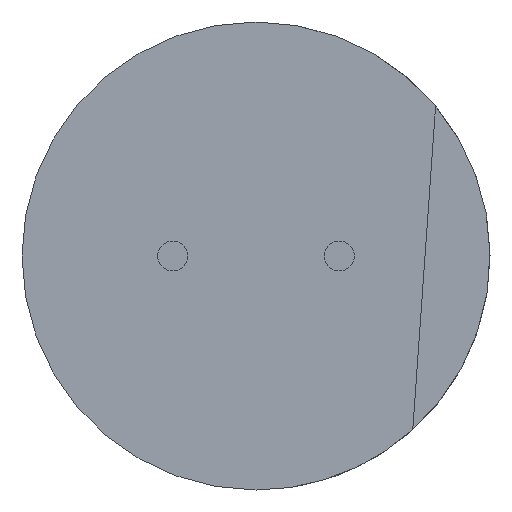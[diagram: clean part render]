
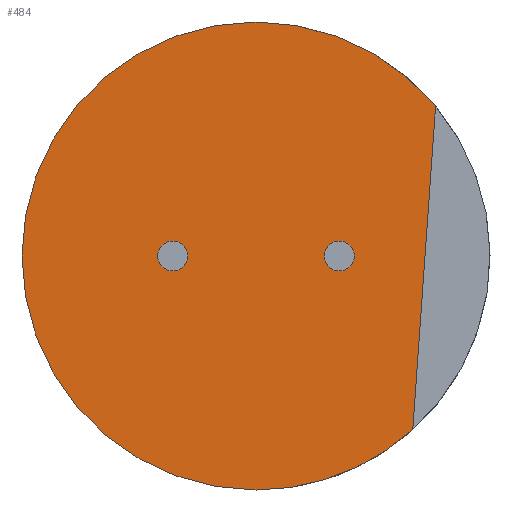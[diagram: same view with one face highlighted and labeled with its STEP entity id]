
A CAD part, front view. The second image highlights one B-rep face of the part: STEP entity #484.
In plain terms, the highlighted planar face has unit normal (0, -1, 0).
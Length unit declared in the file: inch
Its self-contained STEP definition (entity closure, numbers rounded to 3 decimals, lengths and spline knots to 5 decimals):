
#9 = AXIS2_PLACEMENT_3D ( 'NONE', #175, #56, #390 ) ;
#23 = CARTESIAN_POINT ( 'NONE',  ( 0.05, 0., 0.009 ) ) ;
#31 = FACE_BOUND ( 'NONE', #594, .T. ) ;
#38 = ORIENTED_EDGE ( 'NONE', *, *, #182, .F. ) ;
#45 = EDGE_CURVE ( 'NONE', #451, #505, #222, .T. ) ;
#56 = DIRECTION ( 'NONE',  ( 0., 1., 0. ) ) ;
#63 = EDGE_CURVE ( 'NONE', #345, #553, #510, .T. ) ;
#68 = CARTESIAN_POINT ( 'NONE',  ( 0., 0., 0. ) ) ;
#75 = DIRECTION ( 'NONE',  ( 0., 0., 1. ) ) ;
#78 = DIRECTION ( 'NONE',  ( 0., 0., 1. ) ) ;
#81 = DIRECTION ( 'NONE',  ( 0., -1., 0. ) ) ;
#84 = AXIS2_PLACEMENT_3D ( 'NONE', #536, #167, #119 ) ;
#88 = CARTESIAN_POINT ( 'NONE',  ( 0.05, 0., 0. ) ) ;
#103 = VERTEX_POINT ( 'NONE', #267 ) ;
#104 = DIRECTION ( 'NONE',  ( 0., 0., 1. ) ) ;
#108 = VERTEX_POINT ( 'NONE', #608 ) ;
#111 = CARTESIAN_POINT ( 'NONE',  ( -0.05, 0., 0. ) ) ;
#113 = EDGE_CURVE ( 'NONE', #583, #345, #409, .T. ) ;
#119 = DIRECTION ( 'NONE',  ( 0., 0., 1. ) ) ;
#125 = CARTESIAN_POINT ( 'NONE',  ( 0.10783, 0., 0.09008 ) ) ;
#131 = CARTESIAN_POINT ( 'NONE',  ( 0.05, 0., -0.009 ) ) ;
#141 = AXIS2_PLACEMENT_3D ( 'NONE', #111, #150, #361 ) ;
#143 = ORIENTED_EDGE ( 'NONE', *, *, #339, .F. ) ;
#147 = DIRECTION ( 'NONE',  ( 0., -1., 0. ) ) ;
#150 = DIRECTION ( 'NONE',  ( 0., -1., 0. ) ) ;
#157 = ORIENTED_EDGE ( 'NONE', *, *, #45, .F. ) ;
#162 = DIRECTION ( 'NONE',  ( 0., 0., 1. ) ) ;
#167 = DIRECTION ( 'NONE',  ( 0., 1., 0. ) ) ;
#175 = CARTESIAN_POINT ( 'NONE',  ( 0., 0., 0. ) ) ;
#182 = EDGE_CURVE ( 'NONE', #505, #451, #437, .T. ) ;
#187 = VECTOR ( 'NONE', #322, 39.37008 ) ;
#219 = FACE_OUTER_BOUND ( 'NONE', #463, .T. ) ;
#222 = CIRCLE ( 'NONE', #360, 0.009 ) ;
#224 = AXIS2_PLACEMENT_3D ( 'NONE', #88, #524, #292 ) ;
#230 = CARTESIAN_POINT ( 'NONE',  ( 0., 0., 0. ) ) ;
#236 = AXIS2_PLACEMENT_3D ( 'NONE', #68, #449, #162 ) ;
#242 = AXIS2_PLACEMENT_3D ( 'NONE', #582, #147, #104 ) ;
#243 = VERTEX_POINT ( 'NONE', #565 ) ;
#250 = CIRCLE ( 'NONE', #9, 0.1405 ) ;
#253 = CARTESIAN_POINT ( 'NONE',  ( 0.09412, 0., -0.10432 ) ) ;
#266 = CARTESIAN_POINT ( 'NONE',  ( 0., 0., -0.1405 ) ) ;
#267 = CARTESIAN_POINT ( 'NONE',  ( -0.05, 0., -0.009 ) ) ;
#282 = CARTESIAN_POINT ( 'NONE',  ( 0.05, 0., 0. ) ) ;
#292 = DIRECTION ( 'NONE',  ( 0., 0., 1. ) ) ;
#305 = ORIENTED_EDGE ( 'NONE', *, *, #113, .F. ) ;
#322 = DIRECTION ( 'NONE',  ( -0.07, 0., -0.998 ) ) ;
#335 = EDGE_CURVE ( 'NONE', #108, #583, #250, .T. ) ;
#339 = EDGE_CURVE ( 'NONE', #103, #243, #352, .T. ) ;
#345 = VERTEX_POINT ( 'NONE', #253 ) ;
#352 = CIRCLE ( 'NONE', #242, 0.009 ) ;
#360 = AXIS2_PLACEMENT_3D ( 'NONE', #282, #81, #78 ) ;
#361 = DIRECTION ( 'NONE',  ( 0., 0., 1. ) ) ;
#365 = FACE_BOUND ( 'NONE', #394, .T. ) ;
#371 = AXIS2_PLACEMENT_3D ( 'NONE', #230, #417, #75 ) ;
#390 = DIRECTION ( 'NONE',  ( 0., 0., 1. ) ) ;
#394 = EDGE_LOOP ( 'NONE', ( #38, #157 ) ) ;
#406 = PLANE ( 'NONE',  #84 ) ;
#409 = LINE ( 'NONE', #125, #187 ) ;
#417 = DIRECTION ( 'NONE',  ( 0., 1., 0. ) ) ;
#437 = CIRCLE ( 'NONE', #224, 0.009 ) ;
#439 = ORIENTED_EDGE ( 'NONE', *, *, #552, .F. ) ;
#449 = DIRECTION ( 'NONE',  ( 0., 1., 0. ) ) ;
#451 = VERTEX_POINT ( 'NONE', #131 ) ;
#454 = CARTESIAN_POINT ( 'NONE',  ( 0.10783, 0., 0.09008 ) ) ;
#463 = EDGE_LOOP ( 'NONE', ( #568, #305, #496, #591 ) ) ;
#484 = ADVANCED_FACE ( 'NONE', ( #31, #365, #219 ), #406, .F. ) ;
#496 = ORIENTED_EDGE ( 'NONE', *, *, #335, .F. ) ;
#499 = CIRCLE ( 'NONE', #236, 0.1405 ) ;
#505 = VERTEX_POINT ( 'NONE', #23 ) ;
#510 = CIRCLE ( 'NONE', #371, 0.1405 ) ;
#524 = DIRECTION ( 'NONE',  ( 0., -1., 0. ) ) ;
#536 = CARTESIAN_POINT ( 'NONE',  ( 0., 0., 0. ) ) ;
#552 = EDGE_CURVE ( 'NONE', #243, #103, #614, .T. ) ;
#553 = VERTEX_POINT ( 'NONE', #266 ) ;
#565 = CARTESIAN_POINT ( 'NONE',  ( -0.05, 0., 0.009 ) ) ;
#568 = ORIENTED_EDGE ( 'NONE', *, *, #63, .F. ) ;
#577 = EDGE_CURVE ( 'NONE', #553, #108, #499, .T. ) ;
#582 = CARTESIAN_POINT ( 'NONE',  ( -0.05, 0., 0. ) ) ;
#583 = VERTEX_POINT ( 'NONE', #454 ) ;
#591 = ORIENTED_EDGE ( 'NONE', *, *, #577, .F. ) ;
#594 = EDGE_LOOP ( 'NONE', ( #439, #143 ) ) ;
#608 = CARTESIAN_POINT ( 'NONE',  ( 0., 0., 0.1405 ) ) ;
#614 = CIRCLE ( 'NONE', #141, 0.009 ) ;
